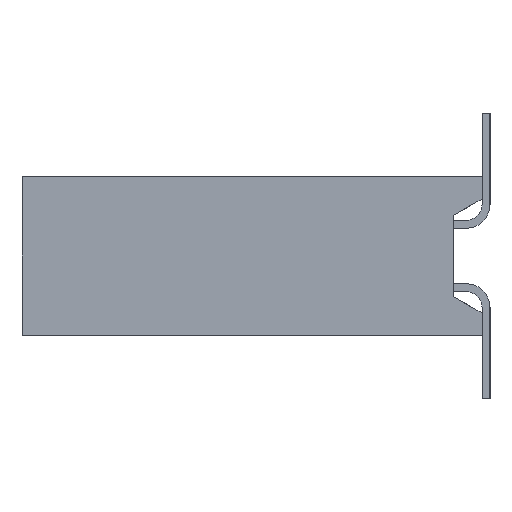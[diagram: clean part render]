
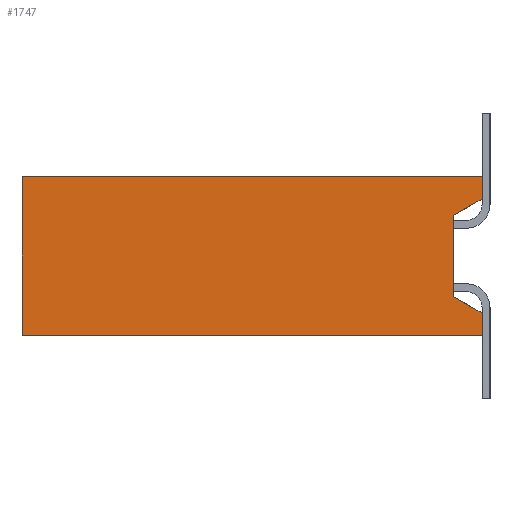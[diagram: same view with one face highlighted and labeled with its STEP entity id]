
A CAD part, left-side view. The second image highlights one B-rep face of the part: STEP entity #1747.
In plain terms, the highlighted planar face has unit normal (-1, 0, 0).
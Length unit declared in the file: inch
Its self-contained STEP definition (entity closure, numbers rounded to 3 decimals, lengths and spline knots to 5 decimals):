
#1747 = ADVANCED_FACE( '', ( #3774 ), #3775, .F. );
#3774 = FACE_OUTER_BOUND( '', #6052, .T. );
#3775 = PLANE( '', #6053 );
#6052 = EDGE_LOOP( '', ( #11579, #11580, #11581, #11582, #11583, #11584, #11585, #11586 ) );
#6053 = AXIS2_PLACEMENT_3D( '', #11587, #11588, #11589 );
#11579 = ORIENTED_EDGE( '', *, *, #14709, .F. );
#11580 = ORIENTED_EDGE( '', *, *, #16501, .T. );
#11581 = ORIENTED_EDGE( '', *, *, #15008, .F. );
#11582 = ORIENTED_EDGE( '', *, *, #15477, .F. );
#11583 = ORIENTED_EDGE( '', *, *, #16331, .T. );
#11584 = ORIENTED_EDGE( '', *, *, #15875, .T. );
#11585 = ORIENTED_EDGE( '', *, *, #16502, .F. );
#11586 = ORIENTED_EDGE( '', *, *, #16503, .F. );
#11587 = CARTESIAN_POINT( '', ( -1., 0.29, -0.05 ) );
#11588 = DIRECTION( '', ( 1., 0., 0. ) );
#11589 = DIRECTION( '', ( 0., 0., -1. ) );
#14709 = EDGE_CURVE( '', #18081, #18077, #18083, .T. );
#15008 = EDGE_CURVE( '', #18584, #18586, #18587, .T. );
#15477 = EDGE_CURVE( '', #19366, #18584, #19368, .T. );
#15875 = EDGE_CURVE( '', #19956, #19954, #19957, .T. );
#16331 = EDGE_CURVE( '', #19366, #19956, #20597, .T. );
#16501 = EDGE_CURVE( '', #18081, #18586, #20802, .T. );
#16502 = EDGE_CURVE( '', #20803, #19954, #20804, .T. );
#16503 = EDGE_CURVE( '', #18077, #20803, #20805, .T. );
#18077 = VERTEX_POINT( '', #22894 );
#18081 = VERTEX_POINT( '', #22900 );
#18083 = LINE( '', #22903, #22904 );
#18584 = VERTEX_POINT( '', #23634 );
#18586 = VERTEX_POINT( '', #23637 );
#18587 = LINE( '', #23638, #23639 );
#19366 = VERTEX_POINT( '', #24823 );
#19368 = LINE( '', #24826, #24827 );
#19954 = VERTEX_POINT( '', #25704 );
#19956 = VERTEX_POINT( '', #25707 );
#19957 = LINE( '', #25708, #25709 );
#20597 = LINE( '', #26704, #26705 );
#20802 = LINE( '', #27011, #27012 );
#20803 = VERTEX_POINT( '', #27013 );
#20804 = LINE( '', #27014, #27015 );
#20805 = LINE( '', #27016, #27017 );
#22894 = CARTESIAN_POINT( '', ( -1., 0.018, 0.02561 ) );
#22900 = CARTESIAN_POINT( '', ( -1., 0., 0.036 ) );
#22903 = CARTESIAN_POINT( '', ( -1., 0.25474, -0.11107 ) );
#22904 = VECTOR( '', #28354, 39.37008 );
#23634 = CARTESIAN_POINT( '', ( -1., 0.29, 0.05 ) );
#23637 = CARTESIAN_POINT( '', ( -1., 0., 0.05 ) );
#23638 = CARTESIAN_POINT( '', ( -1., 0.29, 0.05 ) );
#23639 = VECTOR( '', #28603, 39.37008 );
#24823 = CARTESIAN_POINT( '', ( -1., 0.29, -0.05 ) );
#24826 = CARTESIAN_POINT( '', ( -1., 0.29, -0.05 ) );
#24827 = VECTOR( '', #29037, 39.37008 );
#25704 = CARTESIAN_POINT( '', ( -1., 0., -0.036 ) );
#25707 = CARTESIAN_POINT( '', ( -1., 0., -0.05 ) );
#25708 = CARTESIAN_POINT( '', ( -1., 0., -0.05 ) );
#25709 = VECTOR( '', #29360, 39.37008 );
#26704 = CARTESIAN_POINT( '', ( -1., 0.29, -0.05 ) );
#26705 = VECTOR( '', #29743, 39.37008 );
#27011 = CARTESIAN_POINT( '', ( -1., 0., -0.05 ) );
#27012 = VECTOR( '', #29857, 39.37008 );
#27013 = CARTESIAN_POINT( '', ( -1., 0.018, -0.02561 ) );
#27014 = CARTESIAN_POINT( '', ( -1., 0.21144, 0.08607 ) );
#27015 = VECTOR( '', #29858, 39.37008 );
#27016 = CARTESIAN_POINT( '', ( -1., 0.018, -0.05 ) );
#27017 = VECTOR( '', #29859, 39.37008 );
#28354 = DIRECTION( '', ( 0., 0.866, -0.5 ) );
#28603 = DIRECTION( '', ( 0., -1., 0. ) );
#29037 = DIRECTION( '', ( 0., 0., 1. ) );
#29360 = DIRECTION( '', ( 0., 0., 1. ) );
#29743 = DIRECTION( '', ( 0., -1., 0. ) );
#29857 = DIRECTION( '', ( 0., 0., 1. ) );
#29858 = DIRECTION( '', ( 0., -0.866, -0.5 ) );
#29859 = DIRECTION( '', ( 0., 0., -1. ) );
